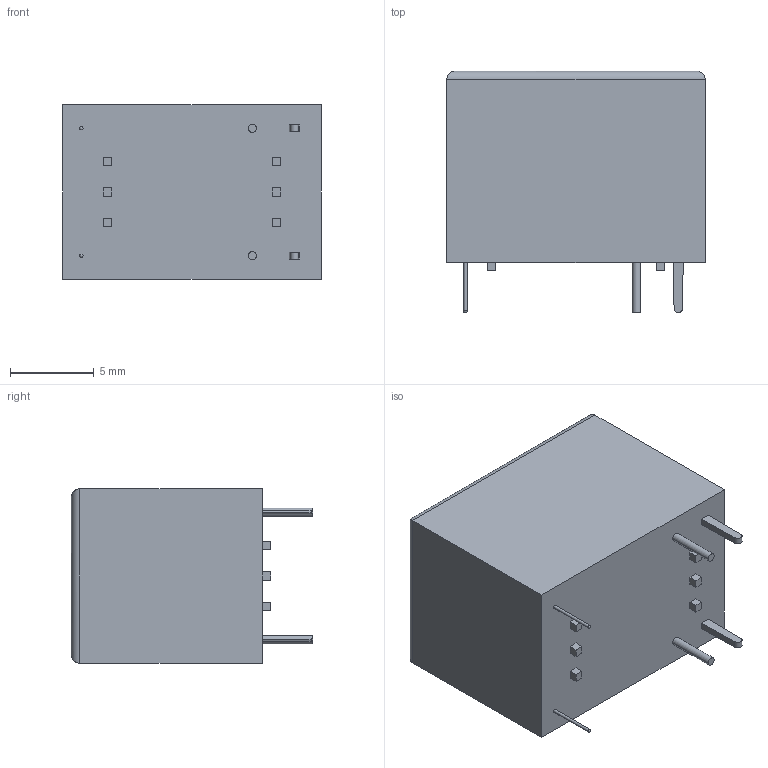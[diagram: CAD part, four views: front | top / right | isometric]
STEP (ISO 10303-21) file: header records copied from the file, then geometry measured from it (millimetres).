
FILE_DESCRIPTION(('STEP AP214'),'1');
FILE_NAME('relay_rsm954-6112-85-1003.stp','2017-05-25T11:34:33',('TraceParts'),('TraceParts S.A.'),'Spatial InterOp 3D',' ',' ');
FILE_SCHEMA(('automotive_design'));
Length unit declared in the file: millimetre
Products named in the file (1): relay_rsm954-6112-85-1003
Bounding box: 15.4 x 14.4 x 10.4 mm (x, y, z)
Volume: 1826.5 mm3; surface area: 927.4 mm2
Topology: 1 solids, 1 shells, 62 faces, 148 edges, 96 vertices
Faces by surface type: plane 46, cylinder 14, sphere 2
Entity records: 1771 total; most frequent: CARTESIAN_POINT 303, DIRECTION 298, ORIENTED_EDGE 288, EDGE_CURVE 144, LINE 116, VECTOR 116, VERTEX_POINT 96, AXIS2_PLACEMENT_3D 91
